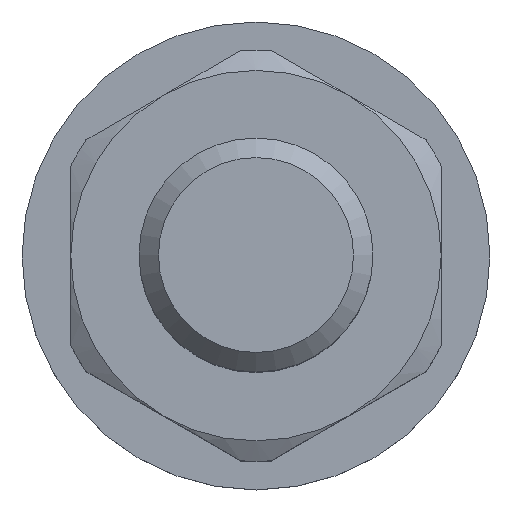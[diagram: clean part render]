
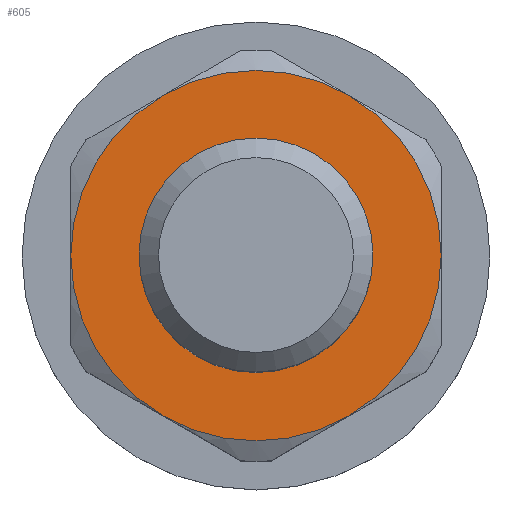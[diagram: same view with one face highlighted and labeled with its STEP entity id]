
A CAD part, top view. The second image highlights one B-rep face of the part: STEP entity #605.
In plain terms, the highlighted planar face has unit normal (0, 0, 1).
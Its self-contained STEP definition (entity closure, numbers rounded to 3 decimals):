
#53=FACE_BOUND('',#155,.T.);
#66=PLANE('',#743);
#114=FACE_OUTER_BOUND('',#154,.T.);
#154=EDGE_LOOP('',(#533,#534,#535,#536,#537,#538));
#155=EDGE_LOOP('',(#539));
#221=CIRCLE('',#693,6.);
#237=CIRCLE('',#725,9.5);
#239=CIRCLE('',#728,9.5);
#240=CIRCLE('',#730,9.5);
#242=CIRCLE('',#733,9.5);
#243=CIRCLE('',#735,9.5);
#245=CIRCLE('',#738,9.5);
#257=VERTEX_POINT('',#972);
#262=VERTEX_POINT('',#985);
#270=VERTEX_POINT('',#1015);
#277=VERTEX_POINT('',#1041);
#292=VERTEX_POINT('',#1097);
#296=VERTEX_POINT('',#1114);
#299=VERTEX_POINT('',#1129);
#318=EDGE_CURVE('',#257,#257,#221,.T.);
#376=EDGE_CURVE('',#262,#270,#237,.T.);
#378=EDGE_CURVE('',#299,#262,#239,.T.);
#379=EDGE_CURVE('',#270,#277,#240,.T.);
#381=EDGE_CURVE('',#296,#299,#242,.T.);
#382=EDGE_CURVE('',#277,#292,#243,.T.);
#384=EDGE_CURVE('',#292,#296,#245,.T.);
#533=ORIENTED_EDGE('',*,*,#376,.T.);
#534=ORIENTED_EDGE('',*,*,#379,.T.);
#535=ORIENTED_EDGE('',*,*,#382,.T.);
#536=ORIENTED_EDGE('',*,*,#384,.T.);
#537=ORIENTED_EDGE('',*,*,#381,.T.);
#538=ORIENTED_EDGE('',*,*,#378,.T.);
#539=ORIENTED_EDGE('',*,*,#318,.T.);
#605=ADVANCED_FACE('',(#114,#53),#66,.T.);
#693=AXIS2_PLACEMENT_3D('',#974,#803,#804);
#725=AXIS2_PLACEMENT_3D('',#1138,#885,#886);
#728=AXIS2_PLACEMENT_3D('',#1141,#891,#892);
#730=AXIS2_PLACEMENT_3D('',#1143,#895,#896);
#733=AXIS2_PLACEMENT_3D('',#1146,#901,#902);
#735=AXIS2_PLACEMENT_3D('',#1148,#905,#906);
#738=AXIS2_PLACEMENT_3D('',#1151,#911,#912);
#743=AXIS2_PLACEMENT_3D('',#1156,#921,#922);
#803=DIRECTION('center_axis',(0.,0.,-1.));
#804=DIRECTION('ref_axis',(1.,0.,0.));
#885=DIRECTION('center_axis',(0.,0.,1.));
#886=DIRECTION('ref_axis',(1.,0.,0.));
#891=DIRECTION('center_axis',(0.,0.,1.));
#892=DIRECTION('ref_axis',(1.,0.,0.));
#895=DIRECTION('center_axis',(0.,0.,1.));
#896=DIRECTION('ref_axis',(1.,0.,0.));
#901=DIRECTION('center_axis',(0.,0.,1.));
#902=DIRECTION('ref_axis',(1.,0.,0.));
#905=DIRECTION('center_axis',(0.,0.,1.));
#906=DIRECTION('ref_axis',(1.,0.,0.));
#911=DIRECTION('center_axis',(0.,0.,1.));
#912=DIRECTION('ref_axis',(1.,0.,0.));
#921=DIRECTION('center_axis',(0.,0.,1.));
#922=DIRECTION('ref_axis',(1.,0.,0.));
#972=CARTESIAN_POINT('',(-6.,0.,-18.));
#974=CARTESIAN_POINT('Origin',(0.,0.,-18.));
#985=CARTESIAN_POINT('',(-9.5,0.,-18.));
#1015=CARTESIAN_POINT('',(-4.75,-8.227,-18.));
#1041=CARTESIAN_POINT('',(4.75,-8.227,-18.));
#1097=CARTESIAN_POINT('',(9.5,0.,-18.));
#1114=CARTESIAN_POINT('',(4.75,8.227,-18.));
#1129=CARTESIAN_POINT('',(-4.75,8.227,-18.));
#1138=CARTESIAN_POINT('Origin',(0.,0.,-18.));
#1141=CARTESIAN_POINT('Origin',(0.,0.,-18.));
#1143=CARTESIAN_POINT('Origin',(0.,0.,-18.));
#1146=CARTESIAN_POINT('Origin',(0.,0.,-18.));
#1148=CARTESIAN_POINT('Origin',(0.,0.,-18.));
#1151=CARTESIAN_POINT('Origin',(0.,0.,-18.));
#1156=CARTESIAN_POINT('Origin',(0.,0.,-18.));
